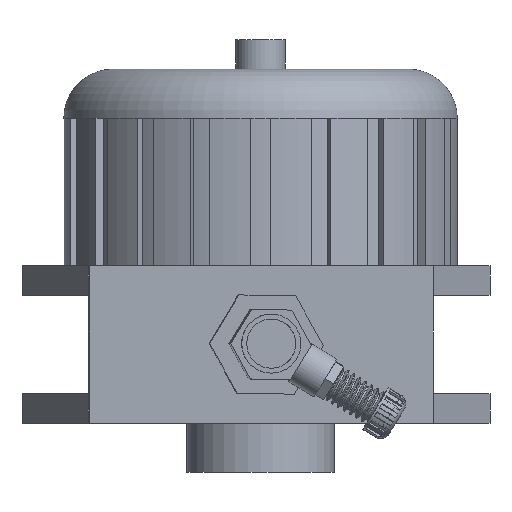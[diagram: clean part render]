
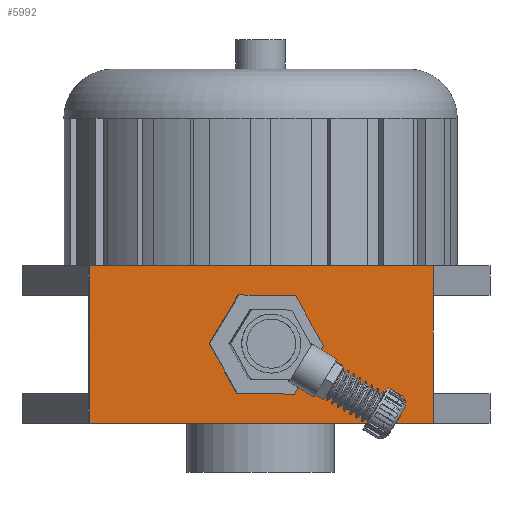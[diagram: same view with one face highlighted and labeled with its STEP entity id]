
A CAD part, front view. The second image highlights one B-rep face of the part: STEP entity #5992.
In plain terms, the highlighted planar face has unit normal (0.023, -1, 0).
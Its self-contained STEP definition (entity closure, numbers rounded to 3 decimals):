
#31 = CARTESIAN_POINT ( 'NONE',  ( 0.536, -22.988, 0. ) ) ;
#95 = VERTEX_POINT ( 'NONE', #10482 ) ;
#286 = DIRECTION ( 'NONE',  ( -1., -0.023, 0.015 ) ) ;
#311 = LINE ( 'NONE', #2033, #5684 ) ;
#408 = ORIENTED_EDGE ( 'NONE', *, *, #8966, .F. ) ;
#634 = CARTESIAN_POINT ( 'NONE',  ( -2.426, -23.057, -12.955 ) ) ;
#641 = LINE ( 'NONE', #7498, #7899 ) ;
#1068 = CARTESIAN_POINT ( 'NONE',  ( 3.498, -22.919, -3.045 ) ) ;
#1127 = ORIENTED_EDGE ( 'NONE', *, *, #10877, .F. ) ;
#1594 = FACE_OUTER_BOUND ( 'NONE', #4034, .T. ) ;
#1763 = DIRECTION ( 'NONE',  ( 0.023, -1., 0. ) ) ;
#1794 = ORIENTED_EDGE ( 'NONE', *, *, #9378, .F. ) ;
#1820 = CARTESIAN_POINT ( 'NONE',  ( 17.57, -22.591, -16. ) ) ;
#1890 = ORIENTED_EDGE ( 'NONE', *, *, #6571, .T. ) ;
#2033 = CARTESIAN_POINT ( 'NONE',  ( -5.236, -23.123, -7.912 ) ) ;
#2057 = VECTOR ( 'NONE', #3360, 1000. ) ;
#2059 = CARTESIAN_POINT ( 'NONE',  ( 3.345, -22.923, -13.044 ) ) ;
#2663 = EDGE_CURVE ( 'NONE', #5631, #8713, #3595, .T. ) ;
#2889 = VECTOR ( 'NONE', #5632, 1000. ) ;
#2973 = LINE ( 'NONE', #3700, #8551 ) ;
#2991 = CARTESIAN_POINT ( 'NONE',  ( 6.307, -22.854, -8.088 ) ) ;
#3038 = CARTESIAN_POINT ( 'NONE',  ( -17.372, -23.406, 0. ) ) ;
#3065 = EDGE_CURVE ( 'NONE', #9036, #4904, #7752, .T. ) ;
#3216 = ORIENTED_EDGE ( 'NONE', *, *, #3065, .T. ) ;
#3222 = DIRECTION ( 'NONE',  ( 1., 0.023, 0. ) ) ;
#3360 = DIRECTION ( 'NONE',  ( 1., 0.023, 0. ) ) ;
#3595 = LINE ( 'NONE', #1068, #7073 ) ;
#3596 = CARTESIAN_POINT ( 'NONE',  ( -17.372, -23.406, 0. ) ) ;
#3634 = CARTESIAN_POINT ( 'NONE',  ( 17.57, -22.591, 0. ) ) ;
#3700 = CARTESIAN_POINT ( 'NONE',  ( -17.372, -23.406, 0. ) ) ;
#3733 = CARTESIAN_POINT ( 'NONE',  ( -2.274, -23.054, -2.956 ) ) ;
#4000 = EDGE_CURVE ( 'NONE', #95, #9036, #5841, .T. ) ;
#4034 = EDGE_LOOP ( 'NONE', ( #8412, #9927, #3216, #1890 ) ) ;
#4047 = LINE ( 'NONE', #3038, #2889 ) ;
#4376 = EDGE_CURVE ( 'NONE', #6224, #7142, #311, .T. ) ;
#4393 = VECTOR ( 'NONE', #10501, 1000. ) ;
#4445 = DIRECTION ( 'NONE',  ( 0.513, 0.012, 0.858 ) ) ;
#4904 = VERTEX_POINT ( 'NONE', #6654 ) ;
#5300 = EDGE_LOOP ( 'NONE', ( #1127, #6282, #408, #6652, #1794, #8547 ) ) ;
#5313 = LINE ( 'NONE', #8738, #7891 ) ;
#5595 = VECTOR ( 'NONE', #10034, 1000. ) ;
#5631 = VERTEX_POINT ( 'NONE', #10782 ) ;
#5632 = DIRECTION ( 'NONE',  ( 0., 0., -1. ) ) ;
#5684 = VECTOR ( 'NONE', #9688, 1000. ) ;
#5760 = VERTEX_POINT ( 'NONE', #9314 ) ;
#5841 = LINE ( 'NONE', #8366, #2057 ) ;
#5990 = DIRECTION ( 'NONE',  ( 1., 0.023, -0.015 ) ) ;
#5992 = ADVANCED_FACE ( 'NONE', ( #7723, #1594 ), #6881, .T. ) ;
#6171 = VERTEX_POINT ( 'NONE', #2991 ) ;
#6224 = VERTEX_POINT ( 'NONE', #9066 ) ;
#6282 = ORIENTED_EDGE ( 'NONE', *, *, #10526, .F. ) ;
#6571 = EDGE_CURVE ( 'NONE', #4904, #11041, #2973, .T. ) ;
#6652 = ORIENTED_EDGE ( 'NONE', *, *, #4376, .F. ) ;
#6654 = CARTESIAN_POINT ( 'NONE',  ( 17.57, -22.591, 0. ) ) ;
#6798 = LINE ( 'NONE', #8235, #5595 ) ;
#6881 = PLANE ( 'NONE',  #7098 ) ;
#7073 = VECTOR ( 'NONE', #286, 1000. ) ;
#7098 = AXIS2_PLACEMENT_3D ( 'NONE', #31, #1763, #3222 ) ;
#7142 = VERTEX_POINT ( 'NONE', #634 ) ;
#7498 = CARTESIAN_POINT ( 'NONE',  ( -2.274, -23.054, -2.956 ) ) ;
#7723 = FACE_BOUND ( 'NONE', #5300, .T. ) ;
#7752 = LINE ( 'NONE', #3634, #4393 ) ;
#7891 = VECTOR ( 'NONE', #5990, 1000. ) ;
#7899 = VECTOR ( 'NONE', #10923, 1000. ) ;
#8206 = DIRECTION ( 'NONE',  ( -1., -0.023, 0. ) ) ;
#8235 = CARTESIAN_POINT ( 'NONE',  ( 6.307, -22.854, -8.088 ) ) ;
#8366 = CARTESIAN_POINT ( 'NONE',  ( -17.372, -23.406, -16. ) ) ;
#8412 = ORIENTED_EDGE ( 'NONE', *, *, #10257, .T. ) ;
#8547 = ORIENTED_EDGE ( 'NONE', *, *, #2663, .F. ) ;
#8551 = VECTOR ( 'NONE', #8206, 1000. ) ;
#8713 = VERTEX_POINT ( 'NONE', #3733 ) ;
#8738 = CARTESIAN_POINT ( 'NONE',  ( -2.426, -23.057, -12.955 ) ) ;
#8966 = EDGE_CURVE ( 'NONE', #7142, #5760, #5313, .T. ) ;
#9036 = VERTEX_POINT ( 'NONE', #1820 ) ;
#9066 = CARTESIAN_POINT ( 'NONE',  ( -5.236, -23.123, -7.912 ) ) ;
#9314 = CARTESIAN_POINT ( 'NONE',  ( 3.345, -22.923, -13.044 ) ) ;
#9378 = EDGE_CURVE ( 'NONE', #8713, #6224, #641, .T. ) ;
#9688 = DIRECTION ( 'NONE',  ( 0.487, 0.011, -0.874 ) ) ;
#9927 = ORIENTED_EDGE ( 'NONE', *, *, #4000, .T. ) ;
#10034 = DIRECTION ( 'NONE',  ( -0.487, -0.011, 0.874 ) ) ;
#10257 = EDGE_CURVE ( 'NONE', #11041, #95, #4047, .T. ) ;
#10434 = VECTOR ( 'NONE', #4445, 1000. ) ;
#10482 = CARTESIAN_POINT ( 'NONE',  ( -17.372, -23.406, -16. ) ) ;
#10501 = DIRECTION ( 'NONE',  ( 0., 0., 1. ) ) ;
#10507 = LINE ( 'NONE', #2059, #10434 ) ;
#10526 = EDGE_CURVE ( 'NONE', #5760, #6171, #10507, .T. ) ;
#10782 = CARTESIAN_POINT ( 'NONE',  ( 3.498, -22.919, -3.045 ) ) ;
#10877 = EDGE_CURVE ( 'NONE', #6171, #5631, #6798, .T. ) ;
#10923 = DIRECTION ( 'NONE',  ( -0.513, -0.012, -0.858 ) ) ;
#11041 = VERTEX_POINT ( 'NONE', #3596 ) ;
